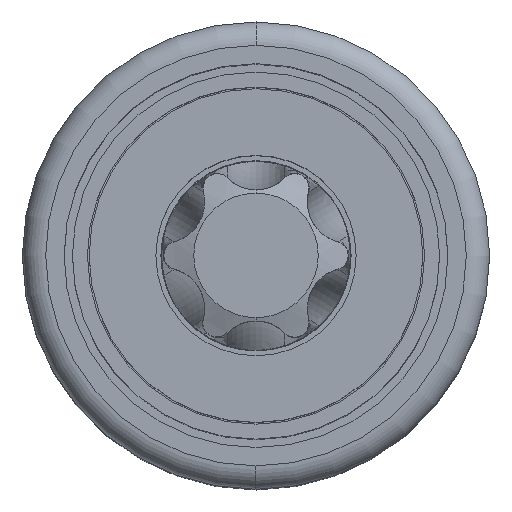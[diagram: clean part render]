
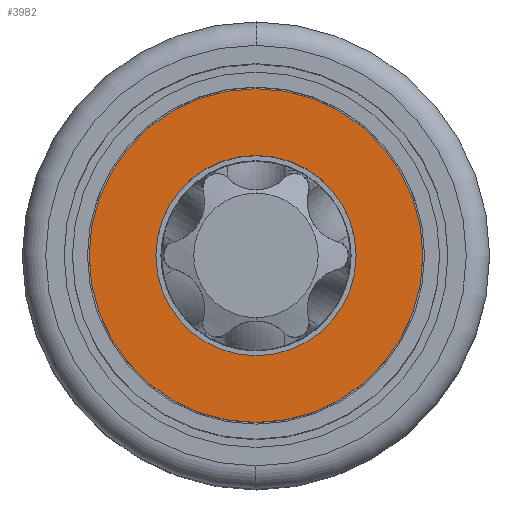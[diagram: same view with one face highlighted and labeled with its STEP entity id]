
A CAD part, top view. The second image highlights one B-rep face of the part: STEP entity #3982.
In plain terms, the highlighted face is planar.
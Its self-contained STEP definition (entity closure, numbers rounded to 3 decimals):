
#3893=CARTESIAN_POINT('',(0.,0.,0.));
#3894=DIRECTION('',(0.,0.,1.));
#3895=DIRECTION('',(1.,0.,0.));
#3896=AXIS2_PLACEMENT_3D('',#3893,#3894,#3895);
#3898=CARTESIAN_POINT('',(0.,0.,0.));
#3899=DIRECTION('',(0.,0.,1.));
#3900=DIRECTION('',(-1.,0.,0.));
#3901=AXIS2_PLACEMENT_3D('',#3898,#3899,#3900);
#3903=CARTESIAN_POINT('',(0.,0.,0.));
#3904=DIRECTION('',(0.,0.,-1.));
#3905=DIRECTION('',(1.,0.,0.));
#3906=AXIS2_PLACEMENT_3D('',#3903,#3904,#3905);
#3908=CARTESIAN_POINT('',(0.,0.,0.));
#3909=DIRECTION('',(0.,0.,-1.));
#3910=DIRECTION('',(-1.,0.,0.));
#3911=AXIS2_PLACEMENT_3D('',#3908,#3909,#3910);
#3949=CARTESIAN_POINT('',(5.,0.,0.));
#3950=CARTESIAN_POINT('',(-5.,0.,0.));
#3951=VERTEX_POINT('',#3949);
#3952=VERTEX_POINT('',#3950);
#3953=CARTESIAN_POINT('',(3.,0.,0.));
#3954=CARTESIAN_POINT('',(-3.,0.,0.));
#3955=VERTEX_POINT('',#3953);
#3956=VERTEX_POINT('',#3954);
#3965=CARTESIAN_POINT('',(0.,0.,0.));
#3966=DIRECTION('',(0.,0.,1.));
#3967=DIRECTION('',(1.,0.,0.));
#3968=AXIS2_PLACEMENT_3D('',#3965,#3966,#3967);
#3969=PLANE('',#3968);
#3971=ORIENTED_EDGE('',*,*,#3970,.T.);
#3973=ORIENTED_EDGE('',*,*,#3972,.T.);
#3974=EDGE_LOOP('',(#3971,#3973));
#3975=FACE_OUTER_BOUND('',#3974,.F.);
#3977=ORIENTED_EDGE('',*,*,#3976,.T.);
#3979=ORIENTED_EDGE('',*,*,#3978,.T.);
#3980=EDGE_LOOP('',(#3977,#3979));
#3981=FACE_BOUND('',#3980,.F.);
#3982=ADVANCED_FACE('',(#3975,#3981),#3969,.F.);
#3897=CIRCLE('',#3896,5.);
#3902=CIRCLE('',#3901,5.);
#3907=CIRCLE('',#3906,3.);
#3912=CIRCLE('',#3911,3.);
#3970=EDGE_CURVE('',#3951,#3952,#3897,.T.);
#3972=EDGE_CURVE('',#3952,#3951,#3902,.T.);
#3976=EDGE_CURVE('',#3955,#3956,#3907,.T.);
#3978=EDGE_CURVE('',#3956,#3955,#3912,.T.);
